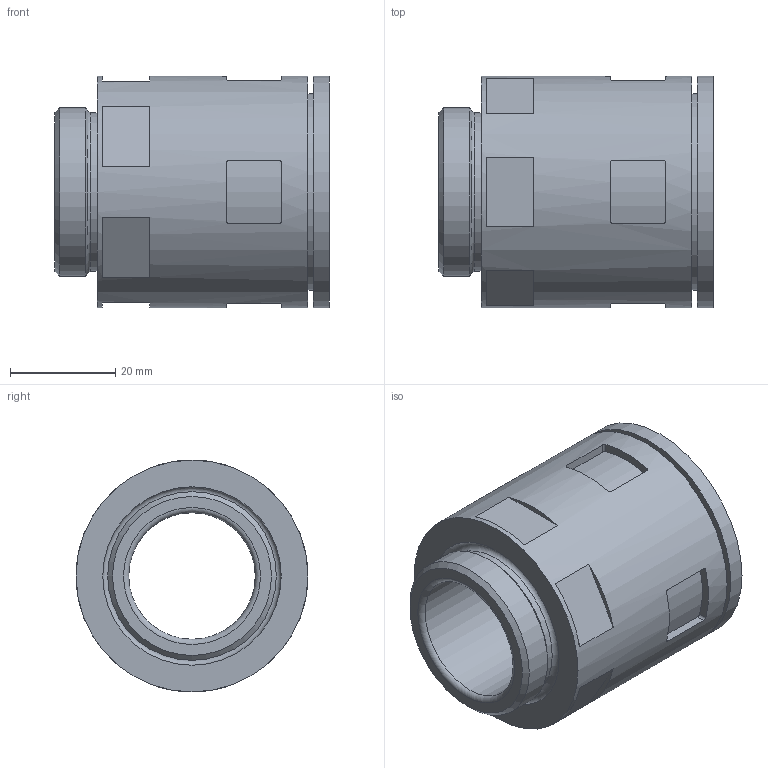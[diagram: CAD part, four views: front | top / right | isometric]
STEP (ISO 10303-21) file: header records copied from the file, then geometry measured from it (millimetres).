
FILE_DESCRIPTION( ( 'STEP AP203' ), '1' );
FILE_NAME( 'FLEXA RQGK-M 5107.434.232.stp', '2020-03-25T09:48:21', ( 'License CC BY-ND 4.0' ), ( 'CADENAS' ), ' ', 'PARTsolutions', ' ' );
FILE_SCHEMA( ( 'CONFIG_CONTROL_DESIGN' ) );
Length unit declared in the file: millimetre
Products named in the file (1): _FLEXA RQGK-M 5107.434.232
Bounding box: 52 x 44 x 44 mm (x, y, z)
Volume: 33085.5 mm3; surface area: 15053.1 mm2
Topology: 1 solids, 1 shells, 76 faces, 176 edges, 114 vertices
Faces by surface type: plane 40, cylinder 27, torus 6, cone 3
Full cylindrical faces by diameter (mm): 24 x1, 30.16 x1, 32 x1, 34.5 x1, 37.3 x1, 44 x2
Entity records: 2168 total; most frequent: CARTESIAN_POINT 501, DIRECTION 326, ORIENTED_EDGE 308, EDGE_CURVE 154, AXIS2_PLACEMENT_3D 127, VERTEX_POINT 110, EDGE_LOOP 108, FACE_OUTER_BOUND 89
